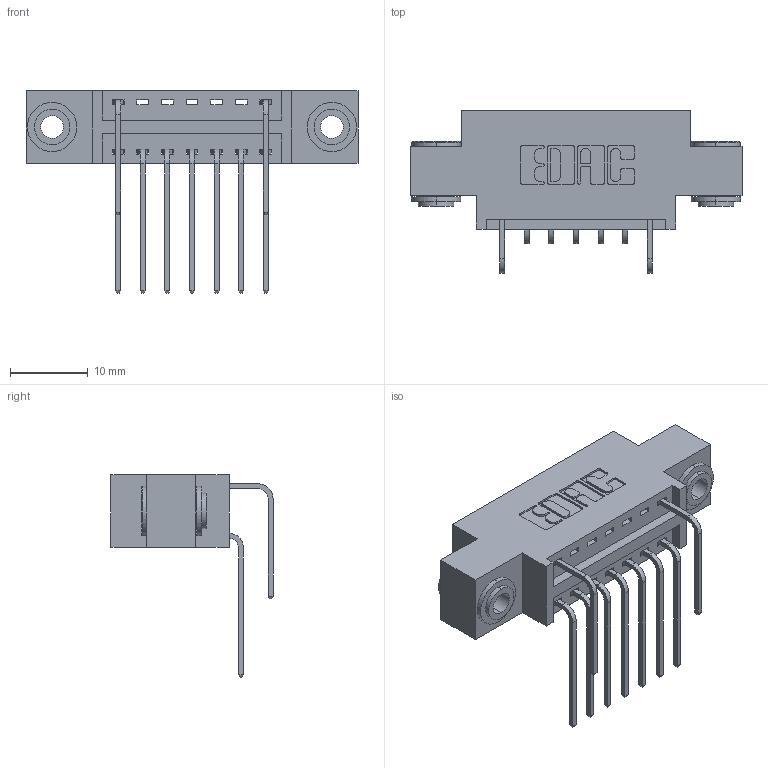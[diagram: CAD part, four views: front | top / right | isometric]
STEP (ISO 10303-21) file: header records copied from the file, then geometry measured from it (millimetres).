
FILE_DESCRIPTION (( 'STEP AP203' ), '1' );
FILE_NAME ('346-014-559-803.STEP', '2018-08-20T02:10:36', ( '' ), ( '' ), 'SwSTEP 2.0', 'SolidWorks 2016', '' );
FILE_SCHEMA (( 'CONFIG_CONTROL_DESIGN' ));
Length unit declared in the file: inch
Products named in the file (5): 345-292-001_559 Tail - 2; 345-250-002_345-250-002-102; 346-014-559-803; 346 Part_0.170 Offset - 0.156 Dia-TH; 345-292-001_558 559 Tail - 1
Assembly tree (12 placements, depth 2):
  346-014-559-803
    346 Part_0.170 Offset - 0.156 Dia-TH
    345-292-001_558 559 Tail - 1  x7
    345-292-001_559 Tail - 2  x2
    345-250-002_345-250-002-102  x2
Bounding box: 42.8 x 20.89 x 26.16 mm (x, y, z)
Volume: 3773.3 mm3; surface area: 5019.9 mm2
Topology: 12 solids, 12 shells, 680 faces, 1971 edges, 1298 vertices
Faces by surface type: plane 448, cylinder 224, cone 8
Entity records: 11686 total; most frequent: CARTESIAN_POINT 2025, ORIENTED_EDGE 1906, DIRECTION 1833, EDGE_CURVE 953, VECTOR 729, LINE 729, VERTEX_POINT 630, AXIS2_PLACEMENT_3D 552
